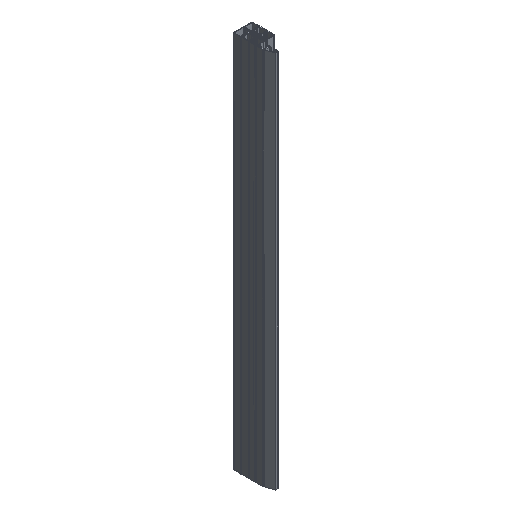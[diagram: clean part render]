
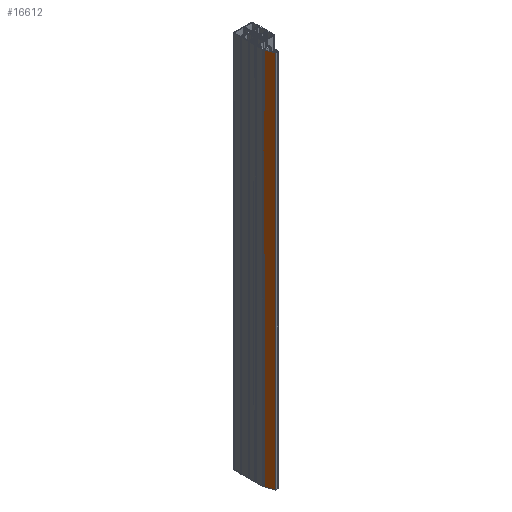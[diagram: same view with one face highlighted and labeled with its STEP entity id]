
A CAD part, isometric view. The second image highlights one B-rep face of the part: STEP entity #16612.
In plain terms, the highlighted planar face has unit normal (-0.94, -0.342, 0).
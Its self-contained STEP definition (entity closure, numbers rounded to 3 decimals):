
#131 = CARTESIAN_POINT ( 'NONE',  ( -24.698, -48.101, 1000. ) ) ;
#723 = LINE ( 'NONE', #5057, #14428 ) ;
#730 = CARTESIAN_POINT ( 'NONE',  ( -24.698, -48.101, 1000. ) ) ;
#1109 = CARTESIAN_POINT ( 'NONE',  ( -16.072, -71.803, 1000. ) ) ;
#1500 = CARTESIAN_POINT ( 'NONE',  ( -16.072, -71.803, 0. ) ) ;
#1722 = EDGE_LOOP ( 'NONE', ( #6432, #18246, #4471, #4811 ) ) ;
#2376 = VERTEX_POINT ( 'NONE', #131 ) ;
#2416 = VERTEX_POINT ( 'NONE', #5759 ) ;
#2794 = LINE ( 'NONE', #8441, #3671 ) ;
#3671 = VECTOR ( 'NONE', #4267, 1000. ) ;
#3882 = EDGE_CURVE ( 'NONE', #2376, #2416, #723, .T. ) ;
#4087 = DIRECTION ( 'NONE',  ( -0.342, 0.94, 0. ) ) ;
#4267 = DIRECTION ( 'NONE',  ( 0., 0., -1. ) ) ;
#4471 = ORIENTED_EDGE ( 'NONE', *, *, #5108, .F. ) ;
#4811 = ORIENTED_EDGE ( 'NONE', *, *, #3882, .T. ) ;
#5057 = CARTESIAN_POINT ( 'NONE',  ( -24.698, -48.101, 1000. ) ) ;
#5108 = EDGE_CURVE ( 'NONE', #2376, #10063, #13226, .T. ) ;
#5759 = CARTESIAN_POINT ( 'NONE',  ( -24.698, -48.101, 0. ) ) ;
#6432 = ORIENTED_EDGE ( 'NONE', *, *, #17305, .T. ) ;
#8441 = CARTESIAN_POINT ( 'NONE',  ( -16.072, -71.803, 1000. ) ) ;
#8727 = CARTESIAN_POINT ( 'NONE',  ( -24.698, -48.101, 0. ) ) ;
#9314 = EDGE_CURVE ( 'NONE', #10063, #9435, #2794, .T. ) ;
#9435 = VERTEX_POINT ( 'NONE', #1500 ) ;
#9923 = AXIS2_PLACEMENT_3D ( 'NONE', #10939, #16499, #4087 ) ;
#10063 = VERTEX_POINT ( 'NONE', #1109 ) ;
#10939 = CARTESIAN_POINT ( 'NONE',  ( -24.698, -48.101, 1000. ) ) ;
#11825 = DIRECTION ( 'NONE',  ( 0., 0., -1. ) ) ;
#13169 = LINE ( 'NONE', #8727, #17048 ) ;
#13226 = LINE ( 'NONE', #730, #17464 ) ;
#13396 = DIRECTION ( 'NONE',  ( 0.342, -0.94, 0. ) ) ;
#14428 = VECTOR ( 'NONE', #11825, 1000. ) ;
#15945 = DIRECTION ( 'NONE',  ( 0.342, -0.94, 0. ) ) ;
#16499 = DIRECTION ( 'NONE',  ( 0.94, 0.342, 0. ) ) ;
#16612 = ADVANCED_FACE ( 'NONE', ( #16857 ), #16672, .F. ) ;
#16672 = PLANE ( 'NONE',  #9923 ) ;
#16857 = FACE_OUTER_BOUND ( 'NONE', #1722, .T. ) ;
#17048 = VECTOR ( 'NONE', #15945, 1000. ) ;
#17305 = EDGE_CURVE ( 'NONE', #2416, #9435, #13169, .T. ) ;
#17464 = VECTOR ( 'NONE', #13396, 1000. ) ;
#18246 = ORIENTED_EDGE ( 'NONE', *, *, #9314, .F. ) ;
